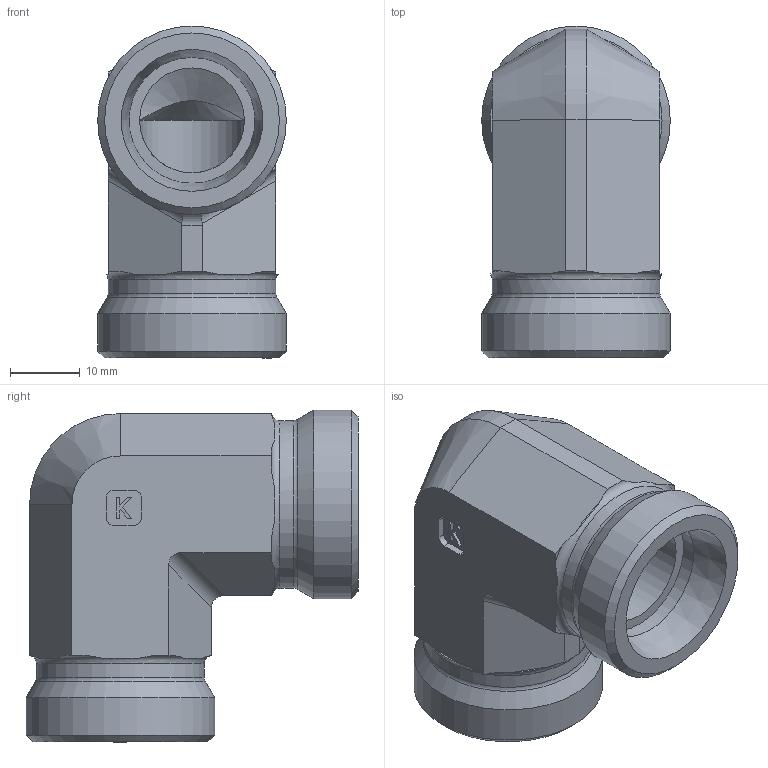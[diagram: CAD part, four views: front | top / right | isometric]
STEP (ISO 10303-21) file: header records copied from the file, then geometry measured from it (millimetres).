
FILE_DESCRIPTION((''),'2;1');
FILE_NAME('35518272272.stp','2014-08-13T11:31:45',(''),('KNOMI spol. s r. o.'),'Autodesk Inventor 2012','Autodesk Inventor 2012','');
FILE_SCHEMA(('AUTOMOTIVE_DESIGN { 1 2 10303 214 0 1 1 1 }'));
Length unit declared in the file: millimetre
Products named in the file (1): LS2 Tr18 M27x2/M27x2
Bounding box: 27 x 47.5 x 47.5 mm (x, y, z)
Volume: 20679.1 mm3; surface area: 9431.8 mm2
Topology: 1 solids, 1 shells, 86 faces, 225 edges, 145 vertices
Faces by surface type: plane 56, cylinder 16, cone 10, torus 4
Full cylindrical faces by diameter (mm): 15 x2, 18 x2, 24 x2, 27 x2
Entity records: 2560 total; most frequent: CARTESIAN_POINT 534, DIRECTION 408, ORIENTED_EDGE 400, EDGE_CURVE 200, AXIS2_PLACEMENT_3D 150, VERTEX_POINT 138, EDGE_LOOP 110, VECTOR 108
